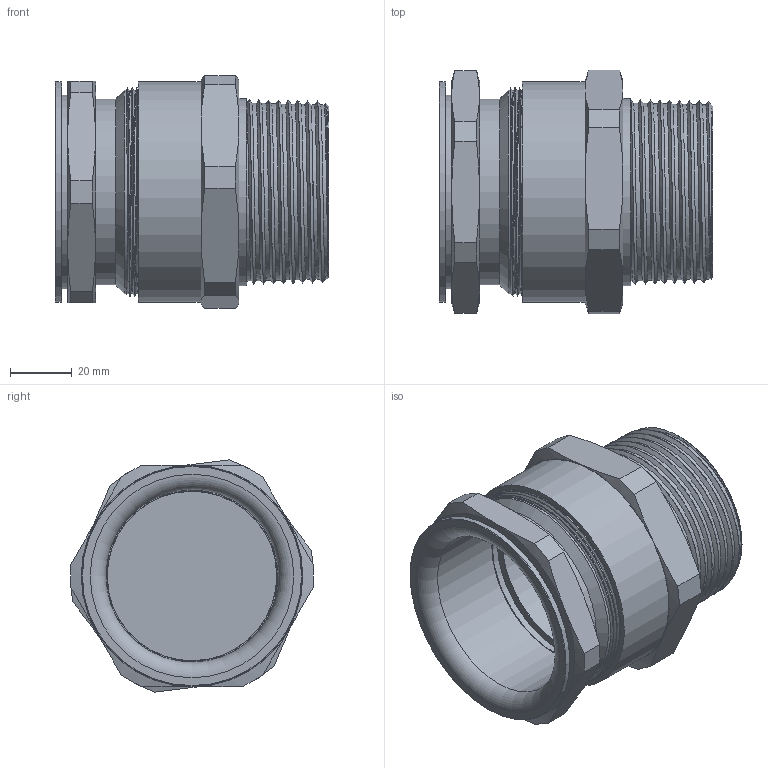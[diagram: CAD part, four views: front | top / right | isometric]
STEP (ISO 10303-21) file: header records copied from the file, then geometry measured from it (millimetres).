
FILE_DESCRIPTION(/* description */ ('ADE-1F2 NPT 2"'),/* implementation_level */ '2;1');
FILE_NAME(/* name */ '00809204V1-RST.stp',/* time_stamp */ '2022-02-14T09:58:35+01:00',/* author */ ('sl'),/* organization */ (''),/* preprocessor_version */ 'ST-DEVELOPER v16.5',/* originating_system */ 'Autodesk Inventor 2017',/* authorisation */ '');
FILE_SCHEMA (('AUTOMOTIVE_DESIGN { 1 0 10303 214 3 1 1 }'));
Length unit declared in the file: millimetre
Products named in the file (5): 00809204V1; 00809204V1_1; 00809204V1_2; 00809204V1_3; 00809204V1_4
Assembly tree (4 placements, depth 2):
  00809204V1
    00809204V1_1
    00809204V1_2
    00809204V1_3
    00809204V1_4
Bounding box: 88.95 x 79.27 x 75.49 mm (x, y, z)
Volume: 97478.9 mm3; surface area: 69799.8 mm2
Topology: 4 solids, 4 shells, 136 faces, 302 edges, 189 vertices
Faces by surface type: plane 49, cone 36, cylinder 35, bspline 8, torus 8
Full cylindrical faces by diameter (mm): 53.12 x1, 55.08 x1, 56 x1, 56.15 x1, 57.5 x1, 57.52 x1, 60.06 x1, 60.18 x1, 60.45 x1, 60.9 x1, 62 x1, 62.8 x1, 66 x2, 66.03 x1, 66.178 x5, 66.18 x9, 71.64 x1, 71.67 x1
Entity records: 8262 total; most frequent: CARTESIAN_POINT 5901, DIRECTION 444, ORIENTED_EDGE 424, EDGE_CURVE 212, AXIS2_PLACEMENT_3D 210, EDGE_LOOP 177, VERTEX_POINT 151, FACE_OUTER_BOUND 120
